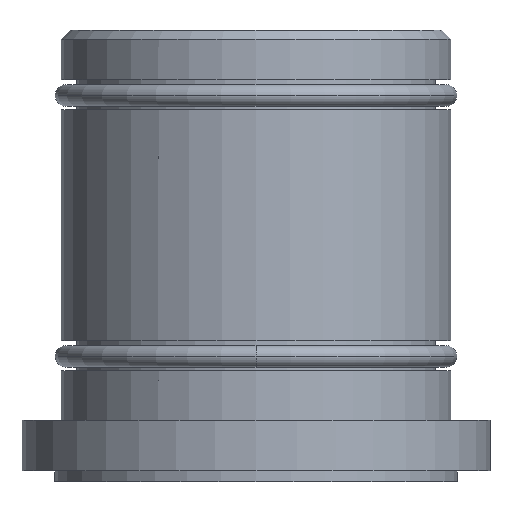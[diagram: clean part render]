
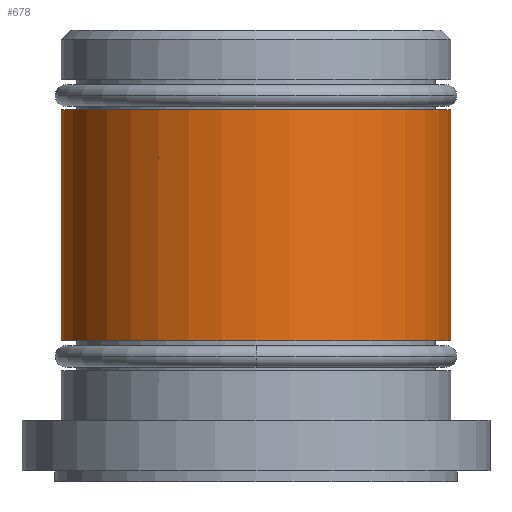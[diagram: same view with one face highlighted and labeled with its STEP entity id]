
A CAD part, front view. The second image highlights one B-rep face of the part: STEP entity #678.
In plain terms, the highlighted cylindrical face has radius 15.875 mm (diameter 31.75 mm), a partial arc.
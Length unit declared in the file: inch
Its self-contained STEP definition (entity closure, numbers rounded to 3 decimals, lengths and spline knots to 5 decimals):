
#58 = DIRECTION ( 'NONE',  ( 0., 0., 1. ) ) ;
#148 = AXIS2_PLACEMENT_3D ( 'NONE', #652, #1456, #763 ) ;
#153 = LINE ( 'NONE', #428, #410 ) ;
#195 = CARTESIAN_POINT ( 'NONE',  ( -0.625, 0., -0.995 ) ) ;
#278 = LINE ( 'NONE', #615, #1174 ) ;
#324 = DIRECTION ( 'NONE',  ( 0., 0., 1. ) ) ;
#351 = CARTESIAN_POINT ( 'NONE',  ( 0., 0., 0.42153 ) ) ;
#355 = FACE_OUTER_BOUND ( 'NONE', #1109, .T. ) ;
#369 = CARTESIAN_POINT ( 'NONE',  ( 0., 0., -0.995 ) ) ;
#373 = CARTESIAN_POINT ( 'NONE',  ( -0.625, 0., -0.255 ) ) ;
#410 = VECTOR ( 'NONE', #324, 39.37008 ) ;
#420 = ORIENTED_EDGE ( 'NONE', *, *, #1232, .T. ) ;
#428 = CARTESIAN_POINT ( 'NONE',  ( 0.625, 0., 0.42153 ) ) ;
#457 = DIRECTION ( 'NONE',  ( 1., 0., 0. ) ) ;
#474 = DIRECTION ( 'NONE',  ( 1., 0., 0. ) ) ;
#497 = AXIS2_PLACEMENT_3D ( 'NONE', #351, #557, #457 ) ;
#557 = DIRECTION ( 'NONE',  ( 0., 0., 1. ) ) ;
#582 = VERTEX_POINT ( 'NONE', #195 ) ;
#615 = CARTESIAN_POINT ( 'NONE',  ( -0.625, 0., 0.42153 ) ) ;
#623 = VERTEX_POINT ( 'NONE', #849 ) ;
#652 = CARTESIAN_POINT ( 'NONE',  ( 0., 0., -0.255 ) ) ;
#676 = CARTESIAN_POINT ( 'NONE',  ( 0.625, 0., -0.995 ) ) ;
#677 = ORIENTED_EDGE ( 'NONE', *, *, #1245, .T. ) ;
#678 = ADVANCED_FACE ( 'NONE', ( #355 ), #1140, .T. ) ;
#695 = VERTEX_POINT ( 'NONE', #676 ) ;
#763 = DIRECTION ( 'NONE',  ( 1., 0., 0. ) ) ;
#781 = EDGE_CURVE ( 'NONE', #582, #695, #1366, .T. ) ;
#849 = CARTESIAN_POINT ( 'NONE',  ( 0.625, 0., -0.255 ) ) ;
#855 = VERTEX_POINT ( 'NONE', #373 ) ;
#950 = AXIS2_PLACEMENT_3D ( 'NONE', #369, #1151, #474 ) ;
#1032 = EDGE_CURVE ( 'NONE', #582, #855, #278, .T. ) ;
#1109 = EDGE_LOOP ( 'NONE', ( #1298, #1319, #420, #677 ) ) ;
#1140 = CYLINDRICAL_SURFACE ( 'NONE', #497, 0.625 ) ;
#1151 = DIRECTION ( 'NONE',  ( 0., 0., 1. ) ) ;
#1174 = VECTOR ( 'NONE', #58, 39.37008 ) ;
#1232 = EDGE_CURVE ( 'NONE', #695, #623, #153, .T. ) ;
#1245 = EDGE_CURVE ( 'NONE', #623, #855, #1269, .T. ) ;
#1269 = CIRCLE ( 'NONE', #148, 0.625 ) ;
#1298 = ORIENTED_EDGE ( 'NONE', *, *, #1032, .F. ) ;
#1319 = ORIENTED_EDGE ( 'NONE', *, *, #781, .T. ) ;
#1366 = CIRCLE ( 'NONE', #950, 0.625 ) ;
#1456 = DIRECTION ( 'NONE',  ( 0., 0., -1. ) ) ;
